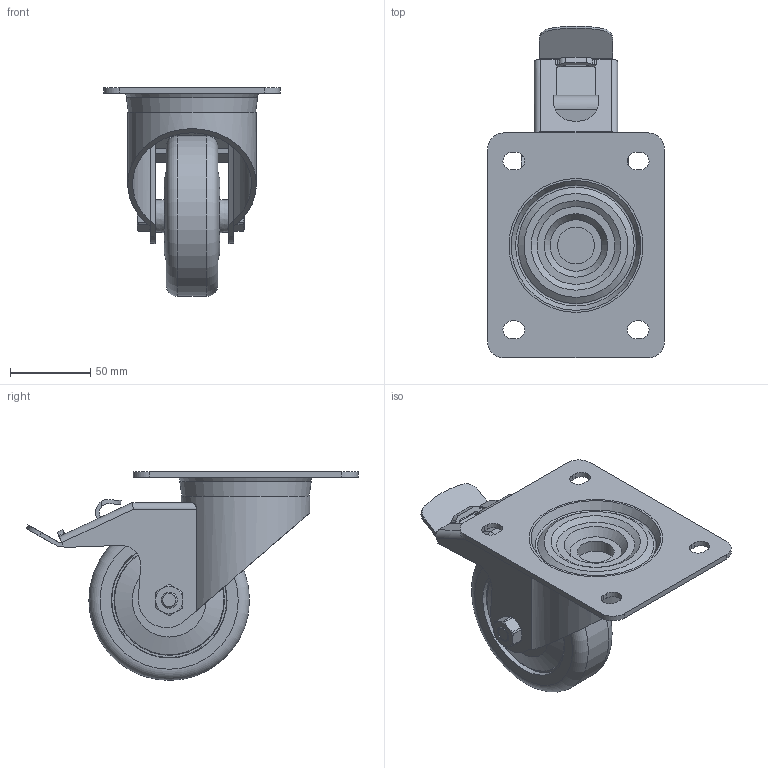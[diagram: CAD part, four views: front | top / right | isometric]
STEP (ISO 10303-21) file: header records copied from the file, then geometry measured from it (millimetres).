
FILE_DESCRIPTION(/* description */ ('KriTec Lenkrolle D100 Doppelfeststeller 140x110 ESD'),/* implementation_level */ '2;1');
FILE_NAME(/* name */ '22180_KriTec_Lenkrolle_D100_Doppelfeststeller_140x110_ESD.stp',/* time_stamp */ '2021-07-23T13:24:11+02:00',/* author */ ('jendrek'),/* organization */ (''),/* preprocessor_version */ 'ST-DEVELOPER v17',/* originating_system */ 'Autodesk Inventor 2018',/* authorisation */ '');
FILE_SCHEMA (('AUTOMOTIVE_DESIGN { 1 0 10303 214 3 1 1 }'));
Length unit declared in the file: millimetre
Products named in the file (6): 22180; 22180_4; 22180_3; 22180_2; 22180_1; 22180_0
Assembly tree (5 placements, depth 2):
  22180
    22180_4
    22180_3
    22180_2
    22180_1
    22180_0
Bounding box: 110 x 206.6 x 130 mm (x, y, z)
Volume: 425246.3 mm3; surface area: 111447.1 mm2
Topology: 5 solids, 5 shells, 213 faces, 558 edges, 363 vertices
Faces by surface type: plane 100, cylinder 72, cone 35, torus 6
Full cylindrical faces by diameter (mm): 10 x2, 10.2 x3, 23 x1, 80.001 x1, 80.68 x1, 83.316 x1, 100 x1
Entity records: 6953 total; most frequent: CARTESIAN_POINT 1388, DIRECTION 1163, ORIENTED_EDGE 1116, EDGE_CURVE 558, AXIS2_PLACEMENT_3D 432, VERTEX_POINT 363, LINE 299, VECTOR 299
